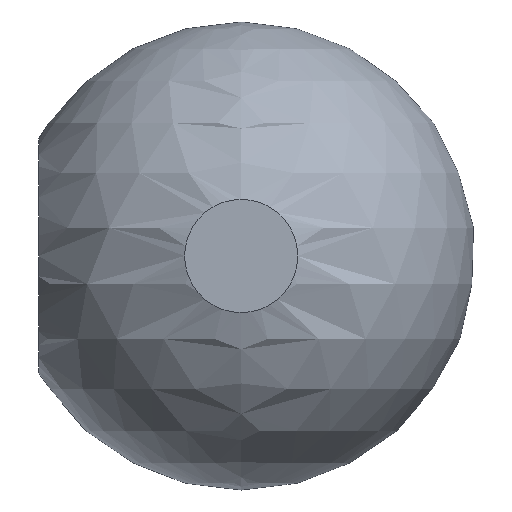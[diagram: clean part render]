
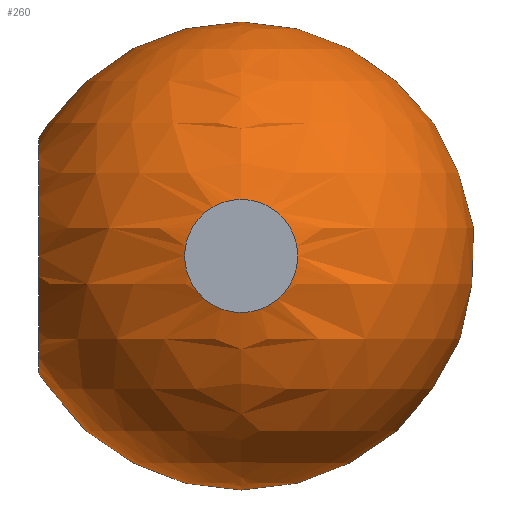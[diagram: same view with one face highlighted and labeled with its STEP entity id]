
A CAD part, left-side view. The second image highlights one B-rep face of the part: STEP entity #260.
In plain terms, the highlighted spherical face has radius 31.02 mm.
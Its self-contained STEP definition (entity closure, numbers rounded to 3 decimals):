
#16=SPHERICAL_SURFACE('',#304,31.02);
#19=FACE_BOUND('',#66,.T.);
#20=FACE_BOUND('',#67,.T.);
#21=CIRCLE('',#290,7.5);
#24=CIRCLE('',#293,7.5);
#25=CIRCLE('',#294,7.5);
#26=CIRCLE('',#297,7.5);
#31=CIRCLE('',#305,31.02);
#32=CIRCLE('',#306,31.02);
#33=CIRCLE('',#307,15.51);
#49=FACE_OUTER_BOUND('',#65,.T.);
#65=EDGE_LOOP('',(#226,#227,#228,#229,#230,#231,#232));
#66=EDGE_LOOP('',(#233));
#67=EDGE_LOOP('',(#234));
#123=VERTEX_POINT('',#425);
#124=VERTEX_POINT('',#426);
#127=VERTEX_POINT('',#433);
#128=VERTEX_POINT('',#438);
#134=VERTEX_POINT('',#453);
#135=VERTEX_POINT('',#455);
#136=VERTEX_POINT('',#457);
#155=EDGE_CURVE('',#123,#124,#21,.T.);
#159=EDGE_CURVE('',#127,#123,#24,.T.);
#160=EDGE_CURVE('',#124,#127,#25,.T.);
#161=EDGE_CURVE('',#128,#128,#26,.T.);
#167=EDGE_CURVE('',#124,#134,#31,.T.);
#168=EDGE_CURVE('',#135,#127,#32,.T.);
#169=EDGE_CURVE('',#136,#136,#33,.T.);
#226=ORIENTED_EDGE('',*,*,#155,.T.);
#227=ORIENTED_EDGE('',*,*,#167,.T.);
#228=ORIENTED_EDGE('',*,*,#167,.F.);
#229=ORIENTED_EDGE('',*,*,#160,.T.);
#230=ORIENTED_EDGE('',*,*,#168,.F.);
#231=ORIENTED_EDGE('',*,*,#168,.T.);
#232=ORIENTED_EDGE('',*,*,#159,.T.);
#233=ORIENTED_EDGE('',*,*,#169,.T.);
#234=ORIENTED_EDGE('',*,*,#161,.T.);
#260=ADVANCED_FACE('',(#49,#19,#20),#16,.T.);
#290=AXIS2_PLACEMENT_3D('',#427,#345,#346);
#293=AXIS2_PLACEMENT_3D('',#434,#352,#353);
#294=AXIS2_PLACEMENT_3D('',#435,#354,#355);
#297=AXIS2_PLACEMENT_3D('',#439,#360,#361);
#304=AXIS2_PLACEMENT_3D('',#452,#375,#376);
#305=AXIS2_PLACEMENT_3D('',#454,#377,#378);
#306=AXIS2_PLACEMENT_3D('',#456,#379,#380);
#307=AXIS2_PLACEMENT_3D('',#458,#381,#382);
#345=DIRECTION('center_axis',(1.,0.,0.));
#346=DIRECTION('ref_axis',(0.,1.,0.));
#352=DIRECTION('center_axis',(1.,0.,0.));
#353=DIRECTION('ref_axis',(0.,1.,0.));
#354=DIRECTION('center_axis',(1.,0.,0.));
#355=DIRECTION('ref_axis',(0.,1.,0.));
#360=DIRECTION('center_axis',(-1.,0.,0.));
#361=DIRECTION('ref_axis',(0.,1.,0.));
#375=DIRECTION('center_axis',(0.,0.,1.));
#376=DIRECTION('ref_axis',(1.,0.,0.));
#377=DIRECTION('center_axis',(0.,-1.,0.));
#378=DIRECTION('ref_axis',(-1.,0.,0.));
#379=DIRECTION('center_axis',(0.,-1.,0.));
#380=DIRECTION('ref_axis',(-1.,0.,0.));
#381=DIRECTION('center_axis',(0.,-1.,0.));
#382=DIRECTION('ref_axis',(-1.,0.,0.));
#425=CARTESIAN_POINT('',(-30.1,-7.5,0.));
#426=CARTESIAN_POINT('',(-30.1,0.,-7.5));
#427=CARTESIAN_POINT('Origin',(-30.1,0.,0.));
#433=CARTESIAN_POINT('',(-30.1,0.,7.5));
#434=CARTESIAN_POINT('Origin',(-30.1,0.,0.));
#435=CARTESIAN_POINT('Origin',(-30.1,0.,0.));
#438=CARTESIAN_POINT('',(30.1,-7.5,0.));
#439=CARTESIAN_POINT('Origin',(30.1,0.,0.));
#452=CARTESIAN_POINT('Origin',(0.,0.,0.));
#453=CARTESIAN_POINT('',(0.,0.,-31.02));
#454=CARTESIAN_POINT('Origin',(0.,0.,0.));
#455=CARTESIAN_POINT('',(0.,0.,31.02));
#456=CARTESIAN_POINT('Origin',(0.,0.,0.));
#457=CARTESIAN_POINT('',(15.51,26.864,0.));
#458=CARTESIAN_POINT('Origin',(0.,26.864,0.));
